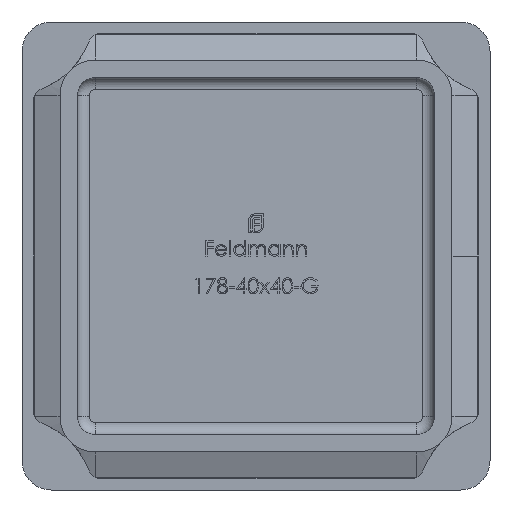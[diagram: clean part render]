
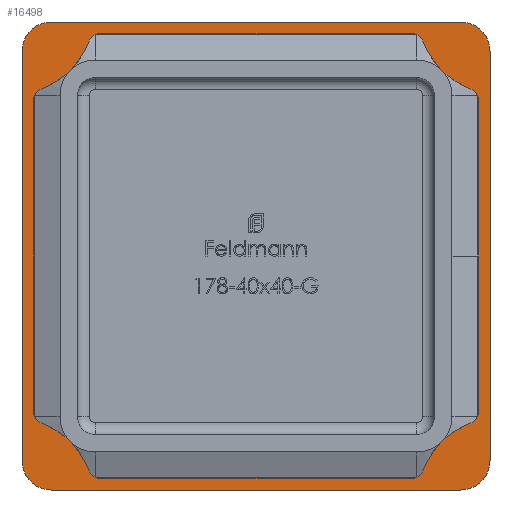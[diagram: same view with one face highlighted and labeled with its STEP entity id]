
A CAD part, front view. The second image highlights one B-rep face of the part: STEP entity #16498.
In plain terms, the highlighted planar face has unit normal (0, -1, 0).
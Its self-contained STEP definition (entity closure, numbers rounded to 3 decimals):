
#22 = CARTESIAN_POINT ( 'NONE',  ( 17.5, 0., -17.5 ) ) ;
#303 = EDGE_CURVE ( 'NONE', #11548, #3728, #2700, .T. ) ;
#358 = CIRCLE ( 'NONE', #6208, 2.5 ) ;
#461 = AXIS2_PLACEMENT_3D ( 'NONE', #2915, #14036, #15655 ) ;
#699 = DIRECTION ( 'NONE',  ( 0., 0., -1. ) ) ;
#897 = LINE ( 'NONE', #13854, #3649 ) ;
#1118 = ORIENTED_EDGE ( 'NONE', *, *, #5710, .F. ) ;
#1204 = DIRECTION ( 'NONE',  ( -1., 0., 0. ) ) ;
#1307 = LINE ( 'NONE', #16444, #19199 ) ;
#1507 = CARTESIAN_POINT ( 'NONE',  ( -17.5, 0., 17.5 ) ) ;
#1727 = CARTESIAN_POINT ( 'NONE',  ( -16.75, 0., -13.75 ) ) ;
#2083 = VERTEX_POINT ( 'NONE', #8598 ) ;
#2107 = DIRECTION ( 'NONE',  ( 0., -1., 0. ) ) ;
#2128 = DIRECTION ( 'NONE',  ( 0., 0., -1. ) ) ;
#2185 = CARTESIAN_POINT ( 'NONE',  ( -20., 0., 17.5 ) ) ;
#2255 = EDGE_CURVE ( 'NONE', #17184, #14565, #3474, .T. ) ;
#2609 = DIRECTION ( 'NONE',  ( 0., 0., -1. ) ) ;
#2700 = CIRCLE ( 'NONE', #9598, 3. ) ;
#2709 = EDGE_CURVE ( 'NONE', #10629, #6910, #4960, .T. ) ;
#2801 = CARTESIAN_POINT ( 'NONE',  ( 13.75, 0., 16.75 ) ) ;
#2898 = DIRECTION ( 'NONE',  ( 0., 0., 1. ) ) ;
#2915 = CARTESIAN_POINT ( 'NONE',  ( 17.5, 0., 17.5 ) ) ;
#2983 = CARTESIAN_POINT ( 'NONE',  ( -17.5, 0., 20. ) ) ;
#3146 = VERTEX_POINT ( 'NONE', #5372 ) ;
#3223 = DIRECTION ( 'NONE',  ( 0., -1., 0. ) ) ;
#3267 = AXIS2_PLACEMENT_3D ( 'NONE', #8503, #2107, #11667 ) ;
#3339 = VERTEX_POINT ( 'NONE', #19082 ) ;
#3425 = VERTEX_POINT ( 'NONE', #10231 ) ;
#3474 = LINE ( 'NONE', #4095, #18360 ) ;
#3483 = ORIENTED_EDGE ( 'NONE', *, *, #2709, .T. ) ;
#3649 = VECTOR ( 'NONE', #1204, 1000. ) ;
#3728 = VERTEX_POINT ( 'NONE', #2801 ) ;
#3963 = DIRECTION ( 'NONE',  ( 0., 0., 1. ) ) ;
#4025 = CIRCLE ( 'NONE', #14460, 3. ) ;
#4095 = CARTESIAN_POINT ( 'NONE',  ( -16.75, 0., 13.75 ) ) ;
#4153 = DIRECTION ( 'NONE',  ( 0., 0., 1. ) ) ;
#4333 = EDGE_CURVE ( 'NONE', #3146, #2083, #6678, .T. ) ;
#4444 = DIRECTION ( 'NONE',  ( 0., 0., 1. ) ) ;
#4541 = EDGE_CURVE ( 'NONE', #3425, #11548, #4913, .T. ) ;
#4869 = VERTEX_POINT ( 'NONE', #16641 ) ;
#4913 = LINE ( 'NONE', #10476, #8157 ) ;
#4960 = CIRCLE ( 'NONE', #13337, 2.5 ) ;
#4981 = DIRECTION ( 'NONE',  ( 0., 0., 1. ) ) ;
#4990 = VERTEX_POINT ( 'NONE', #20369 ) ;
#5050 = AXIS2_PLACEMENT_3D ( 'NONE', #18134, #8636, #699 ) ;
#5352 = ORIENTED_EDGE ( 'NONE', *, *, #20340, .F. ) ;
#5372 = CARTESIAN_POINT ( 'NONE',  ( -13.75, 0., -16.75 ) ) ;
#5540 = CARTESIAN_POINT ( 'NONE',  ( 13.75, 0., 13.75 ) ) ;
#5606 = VERTEX_POINT ( 'NONE', #14283 ) ;
#5710 = EDGE_CURVE ( 'NONE', #4869, #16726, #897, .T. ) ;
#5739 = DIRECTION ( 'NONE',  ( -1., 0., 0. ) ) ;
#6043 = EDGE_CURVE ( 'NONE', #14565, #3146, #12823, .T. ) ;
#6083 = LINE ( 'NONE', #11522, #7350 ) ;
#6201 = VERTEX_POINT ( 'NONE', #12084 ) ;
#6208 = AXIS2_PLACEMENT_3D ( 'NONE', #22, #3223, #9327 ) ;
#6255 = EDGE_CURVE ( 'NONE', #3339, #5606, #15568, .T. ) ;
#6404 = EDGE_LOOP ( 'NONE', ( #20262, #14227, #13648, #13666, #19427, #10722, #10210, #8010 ) ) ;
#6678 = LINE ( 'NONE', #14384, #18818 ) ;
#6910 = VERTEX_POINT ( 'NONE', #2185 ) ;
#7110 = EDGE_CURVE ( 'NONE', #4869, #4990, #358, .T. ) ;
#7281 = DIRECTION ( 'NONE',  ( 0., -1., 0. ) ) ;
#7350 = VECTOR ( 'NONE', #5739, 1000. ) ;
#7424 = EDGE_CURVE ( 'NONE', #3728, #12775, #6083, .T. ) ;
#7505 = ORIENTED_EDGE ( 'NONE', *, *, #6255, .T. ) ;
#7513 = CARTESIAN_POINT ( 'NONE',  ( -17.5, 0., -20. ) ) ;
#7912 = LINE ( 'NONE', #19495, #11601 ) ;
#8010 = ORIENTED_EDGE ( 'NONE', *, *, #19777, .F. ) ;
#8013 = DIRECTION ( 'NONE',  ( 0., 1., 0. ) ) ;
#8079 = EDGE_CURVE ( 'NONE', #6201, #16726, #15763, .T. ) ;
#8090 = DIRECTION ( 'NONE',  ( 0., 0., 1. ) ) ;
#8157 = VECTOR ( 'NONE', #4444, 1000. ) ;
#8296 = ORIENTED_EDGE ( 'NONE', *, *, #8467, .F. ) ;
#8467 = EDGE_CURVE ( 'NONE', #3339, #4990, #1307, .T. ) ;
#8487 = AXIS2_PLACEMENT_3D ( 'NONE', #11578, #9926, #9860 ) ;
#8503 = CARTESIAN_POINT ( 'NONE',  ( -13.75, 0., -13.75 ) ) ;
#8598 = CARTESIAN_POINT ( 'NONE',  ( 13.75, 0., -16.75 ) ) ;
#8636 = DIRECTION ( 'NONE',  ( 0., -1., 0. ) ) ;
#9228 = ORIENTED_EDGE ( 'NONE', *, *, #14729, .F. ) ;
#9327 = DIRECTION ( 'NONE',  ( 0., 0., 1. ) ) ;
#9598 = AXIS2_PLACEMENT_3D ( 'NONE', #5540, #7281, #4153 ) ;
#9860 = DIRECTION ( 'NONE',  ( 0., 0., 1. ) ) ;
#9926 = DIRECTION ( 'NONE',  ( 0., -1., 0. ) ) ;
#10210 = ORIENTED_EDGE ( 'NONE', *, *, #2255, .F. ) ;
#10231 = CARTESIAN_POINT ( 'NONE',  ( 16.75, 0., -13.75 ) ) ;
#10370 = EDGE_CURVE ( 'NONE', #2083, #3425, #17701, .T. ) ;
#10476 = CARTESIAN_POINT ( 'NONE',  ( 16.75, 0., 13.75 ) ) ;
#10629 = VERTEX_POINT ( 'NONE', #2983 ) ;
#10722 = ORIENTED_EDGE ( 'NONE', *, *, #6043, .F. ) ;
#10939 = DIRECTION ( 'NONE',  ( 0., -1., 0. ) ) ;
#11036 = CARTESIAN_POINT ( 'NONE',  ( -20., 0., 20. ) ) ;
#11121 = CARTESIAN_POINT ( 'NONE',  ( -13.75, 0., 13.75 ) ) ;
#11522 = CARTESIAN_POINT ( 'NONE',  ( -13.75, 0., 16.75 ) ) ;
#11548 = VERTEX_POINT ( 'NONE', #16027 ) ;
#11578 = CARTESIAN_POINT ( 'NONE',  ( -17.5, 0., -17.5 ) ) ;
#11601 = VECTOR ( 'NONE', #3963, 1000. ) ;
#11667 = DIRECTION ( 'NONE',  ( 0., 0., 1. ) ) ;
#11861 = AXIS2_PLACEMENT_3D ( 'NONE', #17654, #8013, #8090 ) ;
#11979 = CARTESIAN_POINT ( 'NONE',  ( -16.75, 0., 13.75 ) ) ;
#12084 = CARTESIAN_POINT ( 'NONE',  ( -20., 0., -17.5 ) ) ;
#12268 = EDGE_LOOP ( 'NONE', ( #1118, #19025, #8296, #7505, #5352, #3483, #9228, #15353 ) ) ;
#12775 = VERTEX_POINT ( 'NONE', #13687 ) ;
#12799 = PLANE ( 'NONE',  #11861 ) ;
#12821 = DIRECTION ( 'NONE',  ( 0., -1., 0. ) ) ;
#12823 = CIRCLE ( 'NONE', #3267, 3. ) ;
#13337 = AXIS2_PLACEMENT_3D ( 'NONE', #1507, #10939, #2898 ) ;
#13648 = ORIENTED_EDGE ( 'NONE', *, *, #4541, .F. ) ;
#13666 = ORIENTED_EDGE ( 'NONE', *, *, #10370, .F. ) ;
#13687 = CARTESIAN_POINT ( 'NONE',  ( -13.75, 0., 16.75 ) ) ;
#13854 = CARTESIAN_POINT ( 'NONE',  ( -20., 0., -20. ) ) ;
#14036 = DIRECTION ( 'NONE',  ( 0., -1., 0. ) ) ;
#14227 = ORIENTED_EDGE ( 'NONE', *, *, #303, .F. ) ;
#14243 = DIRECTION ( 'NONE',  ( 1., 0., 0. ) ) ;
#14283 = CARTESIAN_POINT ( 'NONE',  ( 17.5, 0., 20. ) ) ;
#14384 = CARTESIAN_POINT ( 'NONE',  ( -13.75, 0., -16.75 ) ) ;
#14460 = AXIS2_PLACEMENT_3D ( 'NONE', #11121, #12821, #4981 ) ;
#14565 = VERTEX_POINT ( 'NONE', #1727 ) ;
#14729 = EDGE_CURVE ( 'NONE', #6201, #6910, #7912, .T. ) ;
#15072 = FACE_BOUND ( 'NONE', #6404, .T. ) ;
#15353 = ORIENTED_EDGE ( 'NONE', *, *, #8079, .T. ) ;
#15568 = CIRCLE ( 'NONE', #461, 2.5 ) ;
#15655 = DIRECTION ( 'NONE',  ( 0., 0., 1. ) ) ;
#15763 = CIRCLE ( 'NONE', #8487, 2.5 ) ;
#16027 = CARTESIAN_POINT ( 'NONE',  ( 16.75, 0., 13.75 ) ) ;
#16444 = CARTESIAN_POINT ( 'NONE',  ( 20., 0., -20. ) ) ;
#16498 = ADVANCED_FACE ( 'NONE', ( #15072, #18514 ), #12799, .F. ) ;
#16641 = CARTESIAN_POINT ( 'NONE',  ( 17.5, 0., -20. ) ) ;
#16726 = VERTEX_POINT ( 'NONE', #7513 ) ;
#17170 = LINE ( 'NONE', #11036, #19137 ) ;
#17184 = VERTEX_POINT ( 'NONE', #11979 ) ;
#17654 = CARTESIAN_POINT ( 'NONE',  ( 0., 0., 0. ) ) ;
#17701 = CIRCLE ( 'NONE', #5050, 3. ) ;
#18134 = CARTESIAN_POINT ( 'NONE',  ( 13.75, 0., -13.75 ) ) ;
#18360 = VECTOR ( 'NONE', #2609, 1000. ) ;
#18514 = FACE_OUTER_BOUND ( 'NONE', #12268, .T. ) ;
#18818 = VECTOR ( 'NONE', #14243, 1000. ) ;
#19025 = ORIENTED_EDGE ( 'NONE', *, *, #7110, .T. ) ;
#19082 = CARTESIAN_POINT ( 'NONE',  ( 20., 0., 17.5 ) ) ;
#19137 = VECTOR ( 'NONE', #20357, 1000. ) ;
#19199 = VECTOR ( 'NONE', #2128, 1000. ) ;
#19427 = ORIENTED_EDGE ( 'NONE', *, *, #4333, .F. ) ;
#19495 = CARTESIAN_POINT ( 'NONE',  ( -20., 0., -20. ) ) ;
#19777 = EDGE_CURVE ( 'NONE', #12775, #17184, #4025, .T. ) ;
#20262 = ORIENTED_EDGE ( 'NONE', *, *, #7424, .F. ) ;
#20340 = EDGE_CURVE ( 'NONE', #10629, #5606, #17170, .T. ) ;
#20357 = DIRECTION ( 'NONE',  ( 1., 0., 0. ) ) ;
#20369 = CARTESIAN_POINT ( 'NONE',  ( 20., 0., -17.5 ) ) ;
